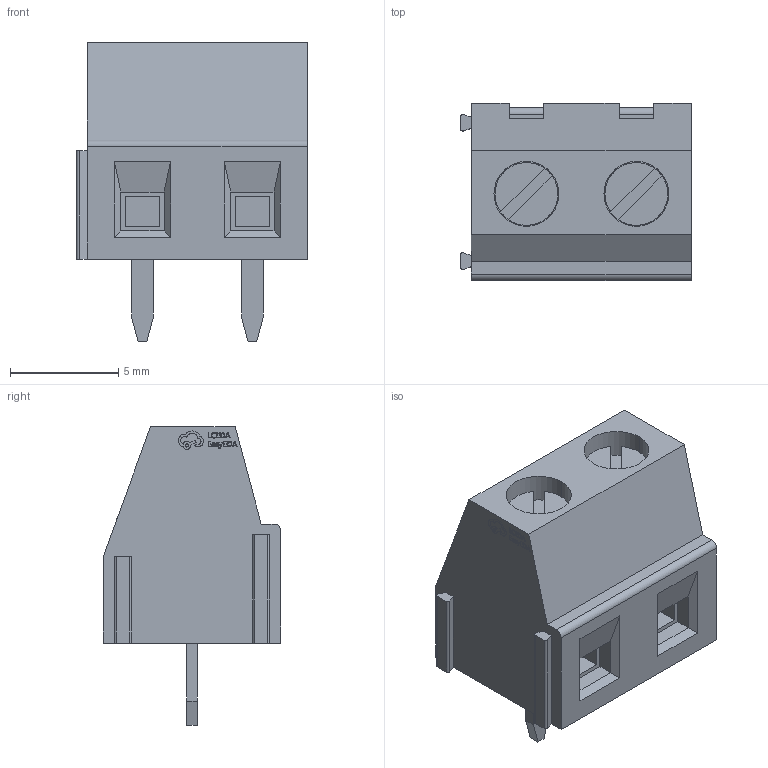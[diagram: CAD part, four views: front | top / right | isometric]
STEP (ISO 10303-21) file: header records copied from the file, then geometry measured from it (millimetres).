
FILE_DESCRIPTION (( 'STEP AP214' ), '1' );
FILE_NAME ('CONN-TH_2P-P5.08.STEP', '2022-06-15T07:26:11', ( '微软用户' ), ( '微软中国' ), 'SwSTEP 2.0', 'SolidWorks 2017', '' );
FILE_SCHEMA (( 'AUTOMOTIVE_DESIGN' ));
Length unit declared in the file: millimetre
Products named in the file (1): CONN-TH_2P-P5.08
Bounding box: 10.66 x 8.2 x 13.8 mm (x, y, z)
Volume: 642.6 mm3; surface area: 681.7 mm2
Topology: 1 solids, 1 shells, 342 faces, 925 edges, 614 vertices
Faces by surface type: plane 221, bspline 98, cylinder 23
Entity records: 12573 total; most frequent: CARTESIAN_POINT 3192, ORIENTED_EDGE 1850, DIRECTION 1269, EDGE_CURVE 925, LINE 671, VECTOR 671, VERTEX_POINT 614, EDGE_LOOP 371
